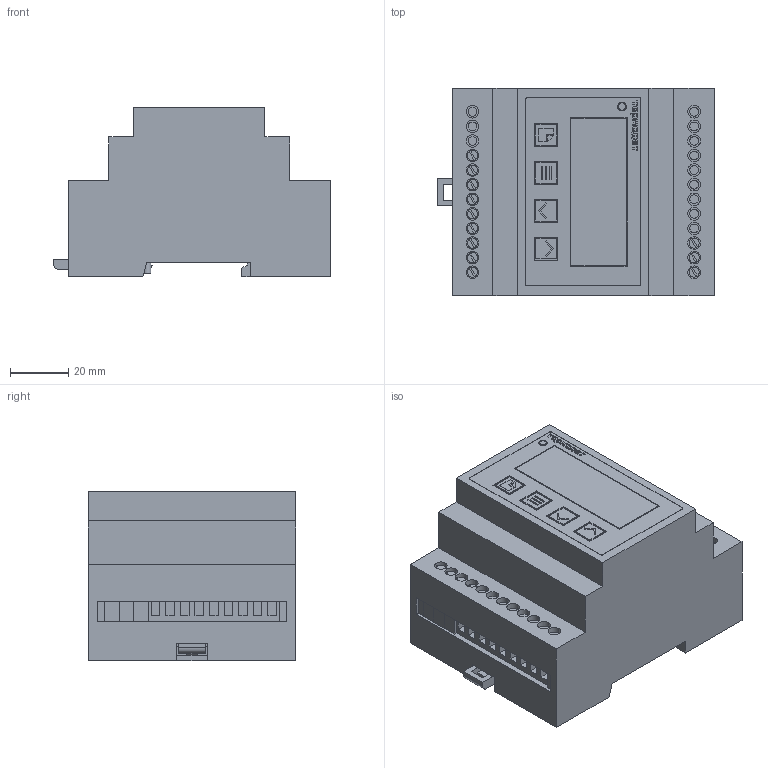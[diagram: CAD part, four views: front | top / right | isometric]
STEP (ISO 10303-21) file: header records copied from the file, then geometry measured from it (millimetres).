
FILE_DESCRIPTION(('TFLEX Exchange Step'),'2;1');
FILE_NAME('3D-модель прибора 10М7-P4.stp', '2020-10-19T17:49:48+05:00',('Alex'),('Unknown organisation'),'TFLEX Exchange 2019.1','T-FLEX CAD','Unknown authorisation');
FILE_SCHEMA( ('AUTOMOTIVE_DESIGN { 1 0 10303 214 1 1 1 1 }') );
Length unit declared in the file: millimetre
Products named in the file (13): Клемма:4; Клемма; Клемма:10; Этикетка; Защелка; Корпус:29; Корпус:26; Корпус:24; Корпус:21; Корпус:10; Корпус; _10М7-P4
Assembly tree (45 placements, depth 3):
  _10М7-P4
    Клемма
      Клемма:4  x3
    Клемма
      Клемма:10  x9
    Этикетка
    Защелка
    Корпус
      Корпус:29  x12
      Корпус:26  x2
      Корпус:24  x3
      Корпус:21  x2
      Корпус:10  x9
Bounding box: 95 x 71 x 58.2 mm (x, y, z)
Volume: 69987.5 mm3; surface area: 71329.5 mm2
Topology: 66 solids, 66 shells, 932 faces, 2357 edges, 1578 vertices
Faces by surface type: plane 703, cylinder 199, bspline 30
Full cylindrical faces by diameter (mm): 4.3 x12
Entity records: 19718 total; most frequent: CARTESIAN_POINT 3791, ORIENTED_EDGE 3208, DIRECTION 3066, EDGE_CURVE 1604, VECTOR 1308, LINE 1308, VERTEX_POINT 1076, AXIS2_PLACEMENT_3D 879
